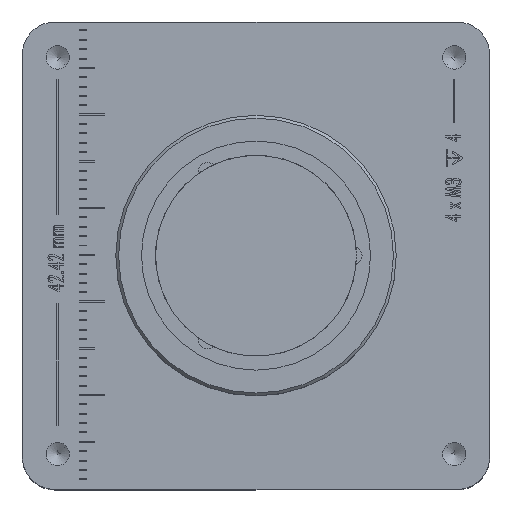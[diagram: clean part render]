
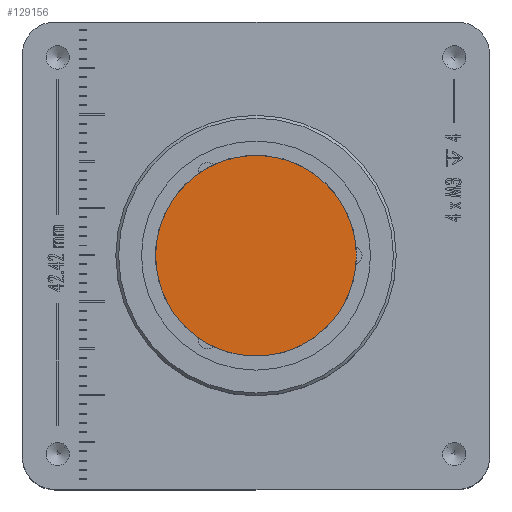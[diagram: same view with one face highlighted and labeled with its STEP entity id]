
A CAD part, top view. The second image highlights one B-rep face of the part: STEP entity #129156.
In plain terms, the highlighted face is planar.
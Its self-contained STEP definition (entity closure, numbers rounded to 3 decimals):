
#2720 = CARTESIAN_POINT ( 'NONE',  ( 11.9, 0., -0.5 ) ) ;
#3470 = VERTEX_POINT ( 'NONE', #2720 ) ;
#4109 = AXIS2_PLACEMENT_3D ( 'NONE', #22373, #57468, #124580 ) ;
#12554 = DIRECTION ( 'NONE',  ( 0., 0., 1. ) ) ;
#17254 = AXIS2_PLACEMENT_3D ( 'NONE', #124398, #12554, #58018 ) ;
#17494 = EDGE_CURVE ( 'NONE', #3470, #3470, #70742, .T. ) ;
#22373 = CARTESIAN_POINT ( 'NONE',  ( 0., 0., -0.5 ) ) ;
#57468 = DIRECTION ( 'NONE',  ( 0., 0., -1. ) ) ;
#58018 = DIRECTION ( 'NONE',  ( 1., 0., 0. ) ) ;
#69659 = EDGE_LOOP ( 'NONE', ( #99089 ) ) ;
#70742 = CIRCLE ( 'NONE', #4109, 11.9 ) ;
#90132 = FACE_OUTER_BOUND ( 'NONE', #69659, .T. ) ;
#99089 = ORIENTED_EDGE ( 'NONE', *, *, #17494, .T. ) ;
#115384 = PLANE ( 'NONE',  #17254 ) ;
#124398 = CARTESIAN_POINT ( 'NONE',  ( 0., 0., -0.5 ) ) ;
#124580 = DIRECTION ( 'NONE',  ( 1., 0., 0. ) ) ;
#129156 = ADVANCED_FACE ( 'NONE', ( #90132 ), #115384, .F. ) ;
